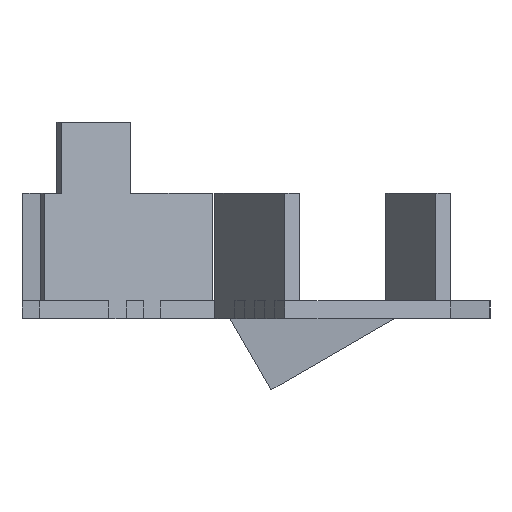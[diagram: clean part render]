
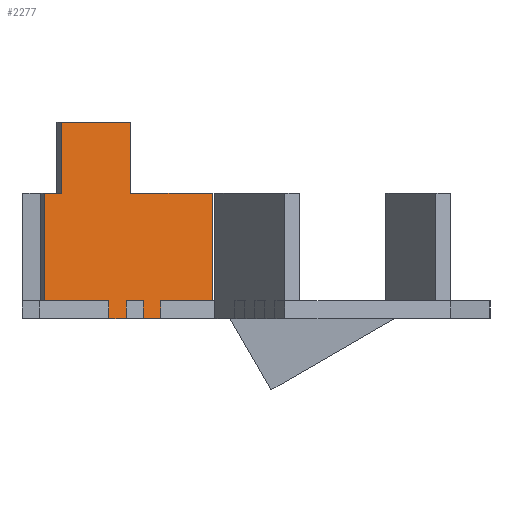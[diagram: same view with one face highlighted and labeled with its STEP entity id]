
A CAD part, left-side view. The second image highlights one B-rep face of the part: STEP entity #2277.
In plain terms, the highlighted face is planar.
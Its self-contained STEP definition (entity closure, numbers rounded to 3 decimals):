
#20 = VERTEX_POINT ( 'NONE', #4582 ) ;
#118 = ORIENTED_EDGE ( 'NONE', *, *, #4580, .T. ) ;
#139 = LINE ( 'NONE', #5375, #5527 ) ;
#150 = DIRECTION ( 'NONE',  ( 0., -1., 0. ) ) ;
#154 = VECTOR ( 'NONE', #4230, 1000. ) ;
#254 = VERTEX_POINT ( 'NONE', #903 ) ;
#282 = CARTESIAN_POINT ( 'NONE',  ( -51.652, 2.67, 5. ) ) ;
#310 = LINE ( 'NONE', #2164, #4997 ) ;
#405 = CARTESIAN_POINT ( 'NONE',  ( -51.652, 2.67, 5. ) ) ;
#408 = DIRECTION ( 'NONE',  ( 0., 0., 1. ) ) ;
#439 = CARTESIAN_POINT ( 'NONE',  ( -57.942, -27.33, 5. ) ) ;
#446 = DIRECTION ( 'NONE',  ( -1., 0., 0. ) ) ;
#548 = EDGE_CURVE ( 'NONE', #6002, #1194, #3701, .T. ) ;
#581 = ORIENTED_EDGE ( 'NONE', *, *, #1710, .T. ) ;
#627 = ORIENTED_EDGE ( 'NONE', *, *, #2790, .T. ) ;
#647 = VERTEX_POINT ( 'NONE', #5713 ) ;
#666 = DIRECTION ( 'NONE',  ( -1., 0., 0. ) ) ;
#696 = CARTESIAN_POINT ( 'NONE',  ( -47.942, -32.33, 5. ) ) ;
#709 = VERTEX_POINT ( 'NONE', #2203 ) ;
#724 = CARTESIAN_POINT ( 'NONE',  ( -42.942, -32.33, 5. ) ) ;
#873 = LINE ( 'NONE', #6184, #2945 ) ;
#881 = EDGE_CURVE ( 'NONE', #3060, #20, #1720, .T. ) ;
#903 = CARTESIAN_POINT ( 'NONE',  ( -71.652, 2.67, 5. ) ) ;
#1044 = CARTESIAN_POINT ( 'NONE',  ( -27.942, -27.33, 5. ) ) ;
#1058 = DIRECTION ( 'NONE',  ( 1., 0., 0. ) ) ;
#1089 = EDGE_CURVE ( 'NONE', #1601, #647, #5241, .T. ) ;
#1129 = DIRECTION ( 'NONE',  ( 1., 0., 0. ) ) ;
#1181 = VECTOR ( 'NONE', #6371, 1000. ) ;
#1194 = VERTEX_POINT ( 'NONE', #2152 ) ;
#1330 = VECTOR ( 'NONE', #666, 1000. ) ;
#1340 = EDGE_CURVE ( 'NONE', #2967, #4194, #3468, .T. ) ;
#1372 = DIRECTION ( 'NONE',  ( 1., 0., 0. ) ) ;
#1402 = CARTESIAN_POINT ( 'NONE',  ( -57.942, -32.33, 5. ) ) ;
#1407 = EDGE_LOOP ( 'NONE', ( #3005, #118, #3452, #3415, #6001, #3309, #2420, #1923, #4024, #2030, #581, #3511, #627, #1588, #2426, #4923 ) ) ;
#1588 = ORIENTED_EDGE ( 'NONE', *, *, #4623, .T. ) ;
#1601 = VERTEX_POINT ( 'NONE', #1402 ) ;
#1635 = LINE ( 'NONE', #2118, #1330 ) ;
#1710 = EDGE_CURVE ( 'NONE', #4450, #709, #4849, .T. ) ;
#1720 = LINE ( 'NONE', #5849, #1181 ) ;
#1771 = VECTOR ( 'NONE', #3376, 1000. ) ;
#1844 = CARTESIAN_POINT ( 'NONE',  ( -52.942, -27.33, 5. ) ) ;
#1923 = ORIENTED_EDGE ( 'NONE', *, *, #3966, .T. ) ;
#1942 = EDGE_CURVE ( 'NONE', #5531, #254, #2540, .T. ) ;
#2030 = ORIENTED_EDGE ( 'NONE', *, *, #4295, .T. ) ;
#2035 = EDGE_CURVE ( 'NONE', #254, #2967, #310, .T. ) ;
#2118 = CARTESIAN_POINT ( 'NONE',  ( -71.652, 22.67, 5. ) ) ;
#2152 = CARTESIAN_POINT ( 'NONE',  ( -47.942, -32.33, 5. ) ) ;
#2164 = CARTESIAN_POINT ( 'NONE',  ( -76.652, 2.67, 5. ) ) ;
#2203 = CARTESIAN_POINT ( 'NONE',  ( -27.942, 2.67, 5. ) ) ;
#2208 = DIRECTION ( 'NONE',  ( 1., 0., 0. ) ) ;
#2277 = ADVANCED_FACE ( 'NONE', ( #5850 ), #3318, .T. ) ;
#2350 = CARTESIAN_POINT ( 'NONE',  ( -71.652, 22.67, 5. ) ) ;
#2420 = ORIENTED_EDGE ( 'NONE', *, *, #548, .T. ) ;
#2426 = ORIENTED_EDGE ( 'NONE', *, *, #1942, .T. ) ;
#2466 = VECTOR ( 'NONE', #150, 1000. ) ;
#2540 = LINE ( 'NONE', #6011, #2466 ) ;
#2695 = LINE ( 'NONE', #4418, #5784 ) ;
#2717 = EDGE_CURVE ( 'NONE', #709, #6172, #139, .T. ) ;
#2790 = EDGE_CURVE ( 'NONE', #6172, #5062, #5058, .T. ) ;
#2885 = EDGE_CURVE ( 'NONE', #647, #4085, #5794, .T. ) ;
#2913 = VECTOR ( 'NONE', #5666, 1000. ) ;
#2945 = VECTOR ( 'NONE', #4231, 1000. ) ;
#2967 = VERTEX_POINT ( 'NONE', #4224 ) ;
#3000 = EDGE_CURVE ( 'NONE', #4085, #6002, #3835, .T. ) ;
#3005 = ORIENTED_EDGE ( 'NONE', *, *, #1340, .T. ) ;
#3007 = LINE ( 'NONE', #4587, #3317 ) ;
#3060 = VERTEX_POINT ( 'NONE', #724 ) ;
#3197 = CARTESIAN_POINT ( 'NONE',  ( -52.942, -32.33, 5. ) ) ;
#3309 = ORIENTED_EDGE ( 'NONE', *, *, #3000, .T. ) ;
#3317 = VECTOR ( 'NONE', #1129, 1000. ) ;
#3318 = PLANE ( 'NONE',  #3939 ) ;
#3328 = VECTOR ( 'NONE', #5668, 1000. ) ;
#3376 = DIRECTION ( 'NONE',  ( 1., 0., 0. ) ) ;
#3415 = ORIENTED_EDGE ( 'NONE', *, *, #1089, .T. ) ;
#3452 = ORIENTED_EDGE ( 'NONE', *, *, #3466, .T. ) ;
#3466 = EDGE_CURVE ( 'NONE', #3542, #1601, #873, .T. ) ;
#3468 = LINE ( 'NONE', #5169, #154 ) ;
#3511 = ORIENTED_EDGE ( 'NONE', *, *, #2717, .T. ) ;
#3542 = VERTEX_POINT ( 'NONE', #439 ) ;
#3595 = VECTOR ( 'NONE', #5246, 1000. ) ;
#3701 = LINE ( 'NONE', #4240, #3328 ) ;
#3835 = LINE ( 'NONE', #6330, #1771 ) ;
#3857 = DIRECTION ( 'NONE',  ( 1., 0., 0. ) ) ;
#3939 = AXIS2_PLACEMENT_3D ( 'NONE', #4312, #408, #1372 ) ;
#3966 = EDGE_CURVE ( 'NONE', #1194, #3060, #5480, .T. ) ;
#4017 = CARTESIAN_POINT ( 'NONE',  ( -51.652, 22.67, 5. ) ) ;
#4018 = DIRECTION ( 'NONE',  ( 0., 1., 0. ) ) ;
#4024 = ORIENTED_EDGE ( 'NONE', *, *, #881, .T. ) ;
#4079 = CARTESIAN_POINT ( 'NONE',  ( -57.942, -32.33, 5. ) ) ;
#4085 = VERTEX_POINT ( 'NONE', #1844 ) ;
#4194 = VERTEX_POINT ( 'NONE', #5741 ) ;
#4224 = CARTESIAN_POINT ( 'NONE',  ( -76.652, 2.67, 5. ) ) ;
#4230 = DIRECTION ( 'NONE',  ( 0., -1., 0. ) ) ;
#4231 = DIRECTION ( 'NONE',  ( 0., -1., 0. ) ) ;
#4240 = CARTESIAN_POINT ( 'NONE',  ( -47.942, -27.33, 5. ) ) ;
#4295 = EDGE_CURVE ( 'NONE', #20, #4450, #2695, .T. ) ;
#4312 = CARTESIAN_POINT ( 'NONE',  ( 0., 0., 5. ) ) ;
#4418 = CARTESIAN_POINT ( 'NONE',  ( -42.942, -27.33, 5. ) ) ;
#4450 = VERTEX_POINT ( 'NONE', #1044 ) ;
#4548 = VECTOR ( 'NONE', #4018, 1000. ) ;
#4580 = EDGE_CURVE ( 'NONE', #4194, #3542, #3007, .T. ) ;
#4582 = CARTESIAN_POINT ( 'NONE',  ( -42.942, -27.33, 5. ) ) ;
#4587 = CARTESIAN_POINT ( 'NONE',  ( -76.652, -27.33, 5. ) ) ;
#4623 = EDGE_CURVE ( 'NONE', #5062, #5531, #1635, .T. ) ;
#4686 = CARTESIAN_POINT ( 'NONE',  ( -47.942, -27.33, 5. ) ) ;
#4849 = LINE ( 'NONE', #4906, #4548 ) ;
#4906 = CARTESIAN_POINT ( 'NONE',  ( -27.942, -27.33, 5. ) ) ;
#4923 = ORIENTED_EDGE ( 'NONE', *, *, #2035, .T. ) ;
#4997 = VECTOR ( 'NONE', #6130, 1000. ) ;
#5007 = VECTOR ( 'NONE', #1058, 1000. ) ;
#5058 = LINE ( 'NONE', #405, #3595 ) ;
#5062 = VERTEX_POINT ( 'NONE', #4017 ) ;
#5169 = CARTESIAN_POINT ( 'NONE',  ( -76.652, 2.67, 5. ) ) ;
#5241 = LINE ( 'NONE', #4079, #5007 ) ;
#5246 = DIRECTION ( 'NONE',  ( 0., 1., 0. ) ) ;
#5375 = CARTESIAN_POINT ( 'NONE',  ( -27.942, 2.67, 5. ) ) ;
#5480 = LINE ( 'NONE', #696, #5868 ) ;
#5527 = VECTOR ( 'NONE', #446, 1000. ) ;
#5531 = VERTEX_POINT ( 'NONE', #2350 ) ;
#5666 = DIRECTION ( 'NONE',  ( 0., 1., 0. ) ) ;
#5668 = DIRECTION ( 'NONE',  ( 0., -1., 0. ) ) ;
#5713 = CARTESIAN_POINT ( 'NONE',  ( -52.942, -32.33, 5. ) ) ;
#5741 = CARTESIAN_POINT ( 'NONE',  ( -76.652, -27.33, 5. ) ) ;
#5784 = VECTOR ( 'NONE', #3857, 1000. ) ;
#5794 = LINE ( 'NONE', #3197, #2913 ) ;
#5849 = CARTESIAN_POINT ( 'NONE',  ( -42.942, -32.33, 5. ) ) ;
#5850 = FACE_OUTER_BOUND ( 'NONE', #1407, .T. ) ;
#5868 = VECTOR ( 'NONE', #2208, 1000. ) ;
#6001 = ORIENTED_EDGE ( 'NONE', *, *, #2885, .T. ) ;
#6002 = VERTEX_POINT ( 'NONE', #4686 ) ;
#6011 = CARTESIAN_POINT ( 'NONE',  ( -71.652, 2.67, 5. ) ) ;
#6130 = DIRECTION ( 'NONE',  ( -1., 0., 0. ) ) ;
#6172 = VERTEX_POINT ( 'NONE', #282 ) ;
#6184 = CARTESIAN_POINT ( 'NONE',  ( -57.942, -27.33, 5. ) ) ;
#6330 = CARTESIAN_POINT ( 'NONE',  ( -52.942, -27.33, 5. ) ) ;
#6371 = DIRECTION ( 'NONE',  ( 0., 1., 0. ) ) ;
